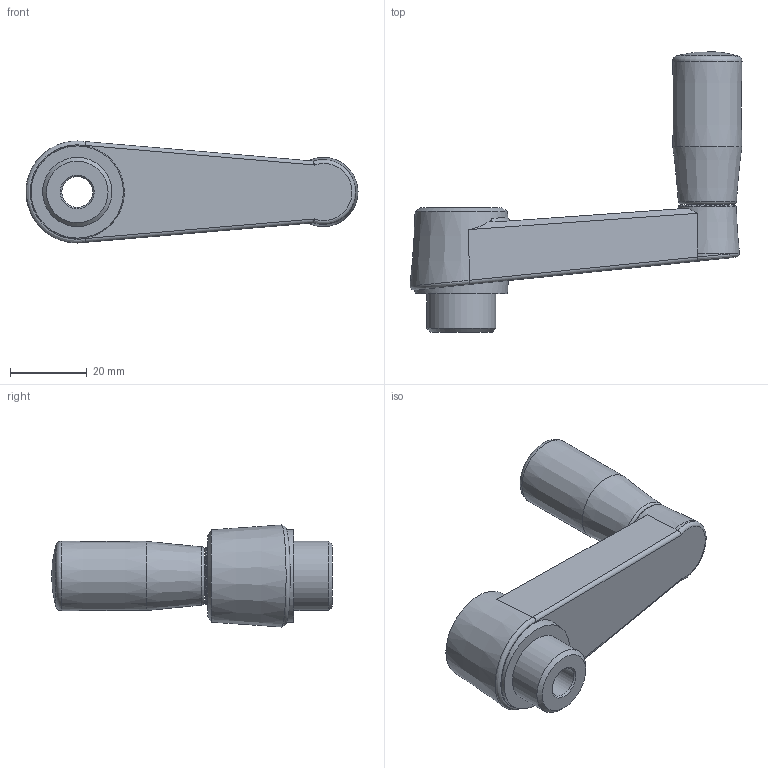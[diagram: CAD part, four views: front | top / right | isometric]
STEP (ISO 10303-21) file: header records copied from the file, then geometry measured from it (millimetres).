
FILE_DESCRIPTION(/* description */ (''),/* implementation_level */ '2;1');
FILE_NAME(/* name */ 'BCH64R.dxf',/* time_stamp */ '2012-11-23T15:01:34+08:00',/* author */ (''),/* organization */ (''),/* preprocessor_version */ 'ST-DEVELOPER v9',/* originating_system */ 'UGS - NX 4.0',/* authorisation */ '');
FILE_SCHEMA (('CONFIG_CONTROL_DESIGN'));
Length unit declared in the file: millimetre
Products named in the file (1): AdmiA0D0xi6d
Bounding box: 86.34 x 73 x 26.53 mm (x, y, z)
Volume: 37394.5 mm3; surface area: 10124.9 mm2
Topology: 1 solids, 1 shells, 38 faces, 87 edges, 55 vertices
Faces by surface type: plane 13, cone 12, cylinder 6, torus 3, bspline 3, sphere 1
Full cylindrical faces by diameter (mm): 8 x1, 10 x1, 16 x1, 18 x1
Entity records: 1296 total; most frequent: CARTESIAN_POINT 483, DIRECTION 147, ORIENTED_EDGE 126, AXIS2_PLACEMENT_3D 69, EDGE_CURVE 63, EDGE_LOOP 62, VERTEX_POINT 49, ADVANCED_FACE 38
